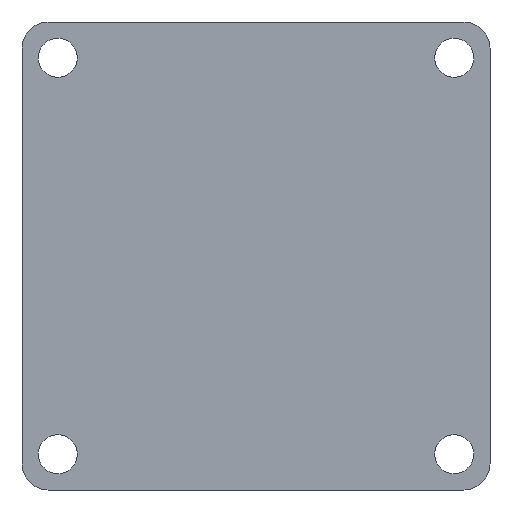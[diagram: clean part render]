
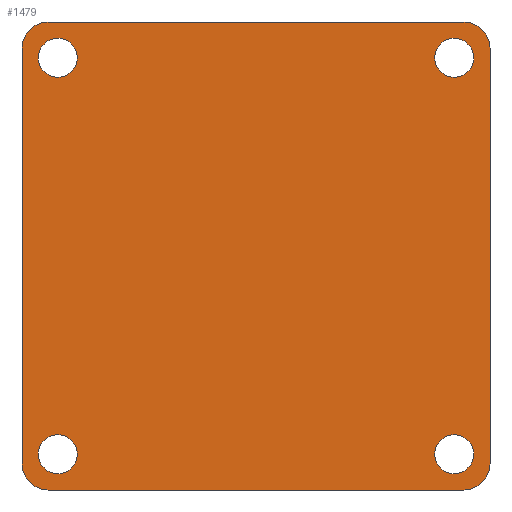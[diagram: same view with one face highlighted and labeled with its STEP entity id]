
A CAD part, front view. The second image highlights one B-rep face of the part: STEP entity #1479.
In plain terms, the highlighted planar face has unit normal (0, -1, 0).
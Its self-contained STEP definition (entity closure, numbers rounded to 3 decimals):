
#5 = EDGE_CURVE ( 'NONE', #146, #1631, #662, .T. ) ;
#56 = EDGE_LOOP ( 'NONE', ( #143, #698 ) ) ;
#68 = CIRCLE ( 'NONE', #653, 1.5 ) ;
#78 = EDGE_CURVE ( 'NONE', #1756, #619, #1607, .T. ) ;
#105 = DIRECTION ( 'NONE',  ( 0., 0., 1. ) ) ;
#110 = CIRCLE ( 'NONE', #422, 2. ) ;
#133 = DIRECTION ( 'NONE',  ( 0., 1., 0. ) ) ;
#139 = CARTESIAN_POINT ( 'NONE',  ( -16., 0., -18. ) ) ;
#141 = DIRECTION ( 'NONE',  ( 0., 0., 1. ) ) ;
#143 = ORIENTED_EDGE ( 'NONE', *, *, #999, .T. ) ;
#145 = CARTESIAN_POINT ( 'NONE',  ( -18., 0., 0. ) ) ;
#146 = VERTEX_POINT ( 'NONE', #905 ) ;
#159 = CIRCLE ( 'NONE', #963, 1.5 ) ;
#173 = DIRECTION ( 'NONE',  ( 0., 0., 1. ) ) ;
#177 = VERTEX_POINT ( 'NONE', #672 ) ;
#178 = CARTESIAN_POINT ( 'NONE',  ( -15.25, 0., 13.75 ) ) ;
#193 = VECTOR ( 'NONE', #735, 1000. ) ;
#231 = CARTESIAN_POINT ( 'NONE',  ( 15.25, 0., -16.75 ) ) ;
#240 = VERTEX_POINT ( 'NONE', #358 ) ;
#304 = EDGE_CURVE ( 'NONE', #367, #1135, #159, .T. ) ;
#305 = ORIENTED_EDGE ( 'NONE', *, *, #5, .T. ) ;
#320 = FACE_BOUND ( 'NONE', #1608, .T. ) ;
#335 = CARTESIAN_POINT ( 'NONE',  ( 18., 0., 16. ) ) ;
#339 = DIRECTION ( 'NONE',  ( 1., 0., 0. ) ) ;
#344 = DIRECTION ( 'NONE',  ( 0., 0., 1. ) ) ;
#355 = DIRECTION ( 'NONE',  ( 0., 0., 1. ) ) ;
#358 = CARTESIAN_POINT ( 'NONE',  ( 16., 0., -18. ) ) ;
#364 = AXIS2_PLACEMENT_3D ( 'NONE', #608, #465, #1451 ) ;
#366 = FACE_BOUND ( 'NONE', #1472, .T. ) ;
#367 = VERTEX_POINT ( 'NONE', #1537 ) ;
#378 = AXIS2_PLACEMENT_3D ( 'NONE', #706, #1254, #105 ) ;
#393 = DIRECTION ( 'NONE',  ( 0., 1., 0. ) ) ;
#409 = CARTESIAN_POINT ( 'NONE',  ( -15.25, 0., 15.25 ) ) ;
#421 = EDGE_CURVE ( 'NONE', #1191, #550, #776, .T. ) ;
#422 = AXIS2_PLACEMENT_3D ( 'NONE', #1323, #1061, #355 ) ;
#424 = EDGE_CURVE ( 'NONE', #971, #177, #68, .T. ) ;
#442 = DIRECTION ( 'NONE',  ( 0., 0., 1. ) ) ;
#452 = CIRCLE ( 'NONE', #1598, 1.5 ) ;
#465 = DIRECTION ( 'NONE',  ( 0., 1., 0. ) ) ;
#483 = EDGE_CURVE ( 'NONE', #1150, #240, #636, .T. ) ;
#531 = DIRECTION ( 'NONE',  ( 0., 1., 0. ) ) ;
#534 = CIRCLE ( 'NONE', #768, 2. ) ;
#546 = ORIENTED_EDGE ( 'NONE', *, *, #304, .T. ) ;
#550 = VERTEX_POINT ( 'NONE', #335 ) ;
#561 = EDGE_CURVE ( 'NONE', #737, #1756, #110, .T. ) ;
#569 = DIRECTION ( 'NONE',  ( 0., 0., 1. ) ) ;
#585 = CARTESIAN_POINT ( 'NONE',  ( 16., 0., -16. ) ) ;
#596 = DIRECTION ( 'NONE',  ( 0., 1., 0. ) ) ;
#608 = CARTESIAN_POINT ( 'NONE',  ( 15.25, 0., 15.25 ) ) ;
#609 = EDGE_LOOP ( 'NONE', ( #1721, #1038, #992, #1434, #1794, #1809, #1192, #1288 ) ) ;
#613 = LINE ( 'NONE', #145, #193 ) ;
#619 = VERTEX_POINT ( 'NONE', #1525 ) ;
#621 = EDGE_CURVE ( 'NONE', #177, #971, #452, .T. ) ;
#636 = LINE ( 'NONE', #1831, #686 ) ;
#652 = CARTESIAN_POINT ( 'NONE',  ( 15.25, 0., -15.25 ) ) ;
#653 = AXIS2_PLACEMENT_3D ( 'NONE', #1423, #133, #1566 ) ;
#662 = CIRCLE ( 'NONE', #786, 1.5 ) ;
#670 = ORIENTED_EDGE ( 'NONE', *, *, #1322, .T. ) ;
#672 = CARTESIAN_POINT ( 'NONE',  ( 15.25, 0., -13.75 ) ) ;
#686 = VECTOR ( 'NONE', #1114, 1000. ) ;
#693 = VERTEX_POINT ( 'NONE', #936 ) ;
#695 = CARTESIAN_POINT ( 'NONE',  ( -15.25, 0., -15.25 ) ) ;
#698 = ORIENTED_EDGE ( 'NONE', *, *, #1723, .T. ) ;
#706 = CARTESIAN_POINT ( 'NONE',  ( -16., 0., -16. ) ) ;
#735 = DIRECTION ( 'NONE',  ( 0., 0., 1. ) ) ;
#737 = VERTEX_POINT ( 'NONE', #1778 ) ;
#768 = AXIS2_PLACEMENT_3D ( 'NONE', #888, #903, #173 ) ;
#776 = LINE ( 'NONE', #1702, #1431 ) ;
#786 = AXIS2_PLACEMENT_3D ( 'NONE', #1737, #596, #1584 ) ;
#815 = CIRCLE ( 'NONE', #1576, 2. ) ;
#827 = CARTESIAN_POINT ( 'NONE',  ( -15.25, 0., -15.25 ) ) ;
#849 = DIRECTION ( 'NONE',  ( 0., 0., 1. ) ) ;
#860 = CARTESIAN_POINT ( 'NONE',  ( 18., 0., -16. ) ) ;
#888 = CARTESIAN_POINT ( 'NONE',  ( 16., 0., 16. ) ) ;
#903 = DIRECTION ( 'NONE',  ( 0., 1., 0. ) ) ;
#905 = CARTESIAN_POINT ( 'NONE',  ( 15.25, 0., 13.75 ) ) ;
#936 = CARTESIAN_POINT ( 'NONE',  ( -18., 0., -16. ) ) ;
#963 = AXIS2_PLACEMENT_3D ( 'NONE', #695, #393, #569 ) ;
#971 = VERTEX_POINT ( 'NONE', #231 ) ;
#973 = FACE_OUTER_BOUND ( 'NONE', #609, .T. ) ;
#974 = CIRCLE ( 'NONE', #1695, 1.5 ) ;
#979 = AXIS2_PLACEMENT_3D ( 'NONE', #1316, #1470, #1621 ) ;
#992 = ORIENTED_EDGE ( 'NONE', *, *, #421, .T. ) ;
#999 = EDGE_CURVE ( 'NONE', #1473, #1704, #1090, .T. ) ;
#1017 = ORIENTED_EDGE ( 'NONE', *, *, #621, .T. ) ;
#1038 = ORIENTED_EDGE ( 'NONE', *, *, #1234, .T. ) ;
#1061 = DIRECTION ( 'NONE',  ( 0., 1., 0. ) ) ;
#1090 = CIRCLE ( 'NONE', #1447, 1.5 ) ;
#1097 = CARTESIAN_POINT ( 'NONE',  ( -15.25, 0., 16.75 ) ) ;
#1111 = CARTESIAN_POINT ( 'NONE',  ( -15.25, 0., -16.75 ) ) ;
#1114 = DIRECTION ( 'NONE',  ( 1., 0., 0. ) ) ;
#1121 = VECTOR ( 'NONE', #339, 1000. ) ;
#1135 = VERTEX_POINT ( 'NONE', #1111 ) ;
#1150 = VERTEX_POINT ( 'NONE', #139 ) ;
#1151 = EDGE_CURVE ( 'NONE', #693, #737, #613, .T. ) ;
#1181 = CIRCLE ( 'NONE', #364, 1.5 ) ;
#1182 = PLANE ( 'NONE',  #979 ) ;
#1186 = ORIENTED_EDGE ( 'NONE', *, *, #1757, .T. ) ;
#1191 = VERTEX_POINT ( 'NONE', #860 ) ;
#1192 = ORIENTED_EDGE ( 'NONE', *, *, #1151, .F. ) ;
#1207 = FACE_BOUND ( 'NONE', #56, .T. ) ;
#1234 = EDGE_CURVE ( 'NONE', #240, #1191, #815, .T. ) ;
#1254 = DIRECTION ( 'NONE',  ( 0., 1., 0. ) ) ;
#1286 = DIRECTION ( 'NONE',  ( 0., -1., 0. ) ) ;
#1288 = ORIENTED_EDGE ( 'NONE', *, *, #1729, .F. ) ;
#1300 = ORIENTED_EDGE ( 'NONE', *, *, #424, .T. ) ;
#1316 = CARTESIAN_POINT ( 'NONE',  ( 0., 0., 0. ) ) ;
#1322 = EDGE_CURVE ( 'NONE', #1631, #146, #1181, .T. ) ;
#1323 = CARTESIAN_POINT ( 'NONE',  ( -16., 0., 16. ) ) ;
#1355 = EDGE_CURVE ( 'NONE', #619, #550, #534, .T. ) ;
#1423 = CARTESIAN_POINT ( 'NONE',  ( 15.25, 0., -15.25 ) ) ;
#1431 = VECTOR ( 'NONE', #141, 1000. ) ;
#1434 = ORIENTED_EDGE ( 'NONE', *, *, #1355, .F. ) ;
#1447 = AXIS2_PLACEMENT_3D ( 'NONE', #1528, #531, #1519 ) ;
#1451 = DIRECTION ( 'NONE',  ( 0., 0., 1. ) ) ;
#1470 = DIRECTION ( 'NONE',  ( 0., 1., 0. ) ) ;
#1472 = EDGE_LOOP ( 'NONE', ( #305, #670 ) ) ;
#1473 = VERTEX_POINT ( 'NONE', #178 ) ;
#1475 = DIRECTION ( 'NONE',  ( 0., 1., 0. ) ) ;
#1479 = ADVANCED_FACE ( 'NONE', ( #366, #1207, #320, #1500, #973 ), #1182, .F. ) ;
#1494 = CIRCLE ( 'NONE', #378, 2. ) ;
#1500 = FACE_BOUND ( 'NONE', #1661, .T. ) ;
#1506 = CIRCLE ( 'NONE', #1816, 1.5 ) ;
#1519 = DIRECTION ( 'NONE',  ( 0., 0., 1. ) ) ;
#1525 = CARTESIAN_POINT ( 'NONE',  ( 16., 0., 18. ) ) ;
#1528 = CARTESIAN_POINT ( 'NONE',  ( -15.25, 0., 15.25 ) ) ;
#1537 = CARTESIAN_POINT ( 'NONE',  ( -15.25, 0., -13.75 ) ) ;
#1560 = CARTESIAN_POINT ( 'NONE',  ( 15.25, 0., 16.75 ) ) ;
#1566 = DIRECTION ( 'NONE',  ( 0., 0., 1. ) ) ;
#1576 = AXIS2_PLACEMENT_3D ( 'NONE', #585, #1286, #442 ) ;
#1584 = DIRECTION ( 'NONE',  ( 0., 0., 1. ) ) ;
#1598 = AXIS2_PLACEMENT_3D ( 'NONE', #652, #1475, #344 ) ;
#1607 = LINE ( 'NONE', #1622, #1121 ) ;
#1608 = EDGE_LOOP ( 'NONE', ( #1300, #1017 ) ) ;
#1621 = DIRECTION ( 'NONE',  ( 0., 0., 1. ) ) ;
#1622 = CARTESIAN_POINT ( 'NONE',  ( 0., 0., 18. ) ) ;
#1631 = VERTEX_POINT ( 'NONE', #1560 ) ;
#1661 = EDGE_LOOP ( 'NONE', ( #1186, #546 ) ) ;
#1665 = CARTESIAN_POINT ( 'NONE',  ( -16., 0., 18. ) ) ;
#1691 = DIRECTION ( 'NONE',  ( 0., 1., 0. ) ) ;
#1695 = AXIS2_PLACEMENT_3D ( 'NONE', #827, #1691, #1832 ) ;
#1702 = CARTESIAN_POINT ( 'NONE',  ( 18., 0., 0. ) ) ;
#1704 = VERTEX_POINT ( 'NONE', #1097 ) ;
#1721 = ORIENTED_EDGE ( 'NONE', *, *, #483, .T. ) ;
#1723 = EDGE_CURVE ( 'NONE', #1704, #1473, #1506, .T. ) ;
#1729 = EDGE_CURVE ( 'NONE', #1150, #693, #1494, .T. ) ;
#1737 = CARTESIAN_POINT ( 'NONE',  ( 15.25, 0., 15.25 ) ) ;
#1756 = VERTEX_POINT ( 'NONE', #1665 ) ;
#1757 = EDGE_CURVE ( 'NONE', #1135, #367, #974, .T. ) ;
#1778 = CARTESIAN_POINT ( 'NONE',  ( -18., 0., 16. ) ) ;
#1794 = ORIENTED_EDGE ( 'NONE', *, *, #78, .F. ) ;
#1809 = ORIENTED_EDGE ( 'NONE', *, *, #561, .F. ) ;
#1816 = AXIS2_PLACEMENT_3D ( 'NONE', #409, #1839, #849 ) ;
#1831 = CARTESIAN_POINT ( 'NONE',  ( 0., 0., -18. ) ) ;
#1832 = DIRECTION ( 'NONE',  ( 0., 0., 1. ) ) ;
#1839 = DIRECTION ( 'NONE',  ( 0., 1., 0. ) ) ;
